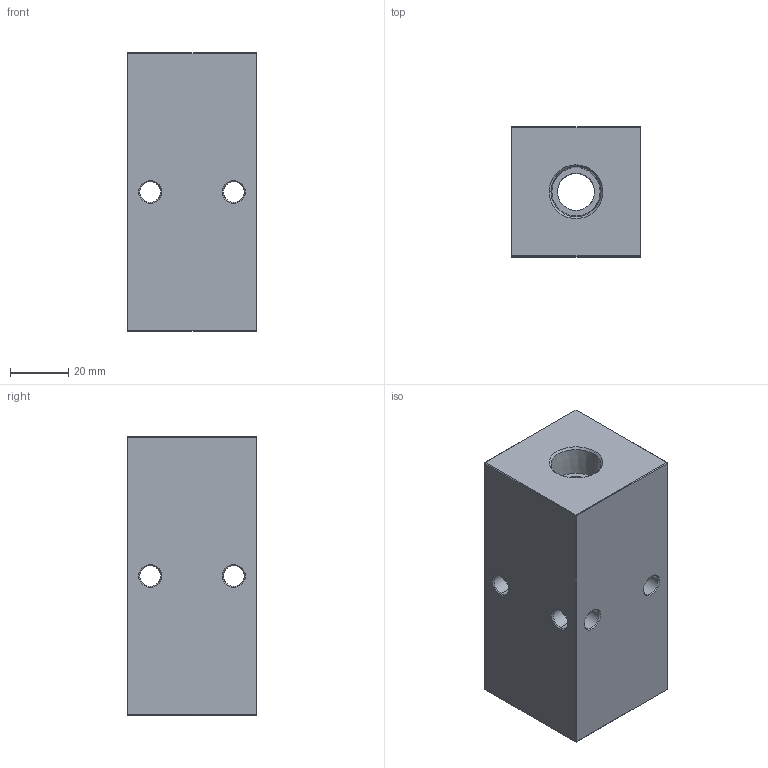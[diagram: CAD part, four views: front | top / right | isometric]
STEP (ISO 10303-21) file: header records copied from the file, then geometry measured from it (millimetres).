
FILE_DESCRIPTION (( 'STEP AP203' ), '1' );
FILE_NAME ('HM-2-90-P-6-6.STEP', '2020-10-30T13:15:24', ( '' ), ( '' ), 'SwSTEP 2.0', 'SolidWorks 2019', '' );
FILE_SCHEMA (( 'CONFIG_CONTROL_DESIGN' ));
Length unit declared in the file: inch
Products named in the file (1): HM-2-90-P-6-6
Bounding box: 44.45 x 44.45 x 95.25 mm (x, y, z)
Volume: 154849.1 mm3; surface area: 29908.8 mm2
Topology: 1 solids, 1 shells, 508 faces, 1326 edges, 860 vertices
Faces by surface type: plane 248, bspline 192, cylinder 36, cone 32
Entity records: 25041 total; most frequent: CARTESIAN_POINT 13827, ORIENTED_EDGE 2652, DIRECTION 1624, EDGE_CURVE 1326, VERTEX_POINT 860, LINE 806, VECTOR 806, EDGE_LOOP 574
